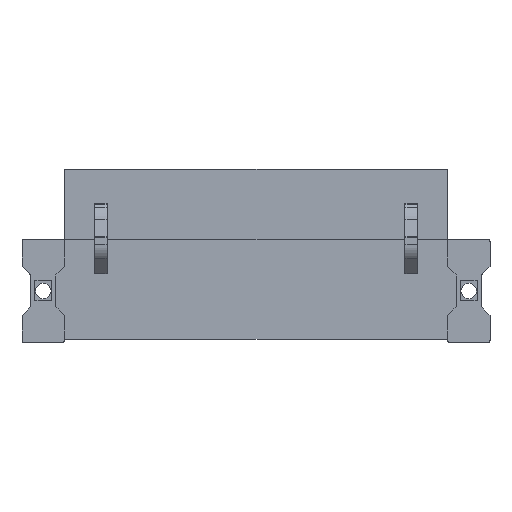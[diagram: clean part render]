
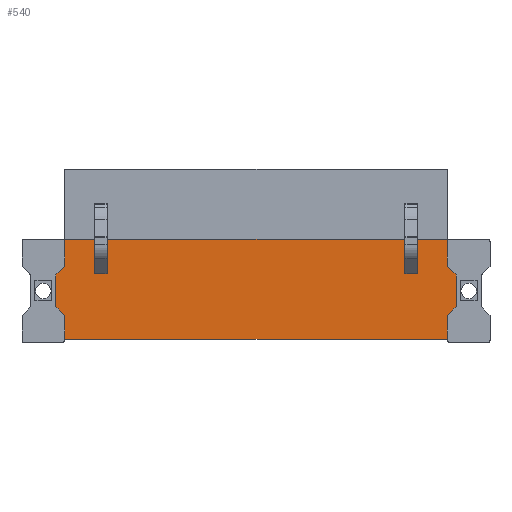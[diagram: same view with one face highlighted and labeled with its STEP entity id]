
A CAD part, top view. The second image highlights one B-rep face of the part: STEP entity #540.
In plain terms, the highlighted planar face has unit normal (0, 0, 1).
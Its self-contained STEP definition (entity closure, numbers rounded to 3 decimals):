
#374=AXIS2_PLACEMENT_3D('Plane Axis2P3D',#371,#372,#373) ;
#49=CARTESIAN_POINT('Vertex',(50.8,0.4,10.95)) ;
#52=CARTESIAN_POINT('Line Origine',(27.94,0.4,10.95)) ;
#56=CARTESIAN_POINT('Vertex',(5.08,0.4,10.95)) ;
#313=CARTESIAN_POINT('Line Origine',(5.08,12.175,10.95)) ;
#317=CARTESIAN_POINT('Vertex',(5.08,12.05,10.95)) ;
#319=CARTESIAN_POINT('Vertex',(5.08,12.3,10.95)) ;
#371=CARTESIAN_POINT('Axis2P3D Location',(5.08,0.4,10.95)) ;
#376=CARTESIAN_POINT('Line Origine',(5.08,10.57,10.95)) ;
#380=CARTESIAN_POINT('Vertex',(5.08,9.09,10.95)) ;
#383=CARTESIAN_POINT('Line Origine',(4.56,8.57,10.95)) ;
#387=CARTESIAN_POINT('Vertex',(4.04,8.05,10.95)) ;
#390=CARTESIAN_POINT('Line Origine',(4.04,6.15,10.95)) ;
#394=CARTESIAN_POINT('Vertex',(4.04,4.25,10.95)) ;
#397=CARTESIAN_POINT('Line Origine',(4.56,3.73,10.95)) ;
#401=CARTESIAN_POINT('Vertex',(5.08,3.21,10.95)) ;
#404=CARTESIAN_POINT('Line Origine',(5.08,1.805,10.95)) ;
#409=CARTESIAN_POINT('Line Origine',(50.8,1.805,10.95)) ;
#413=CARTESIAN_POINT('Vertex',(50.8,3.21,10.95)) ;
#416=CARTESIAN_POINT('Line Origine',(51.32,3.73,10.95)) ;
#420=CARTESIAN_POINT('Vertex',(51.84,4.25,10.95)) ;
#423=CARTESIAN_POINT('Line Origine',(51.84,6.15,10.95)) ;
#427=CARTESIAN_POINT('Vertex',(51.84,8.05,10.95)) ;
#430=CARTESIAN_POINT('Line Origine',(51.32,8.57,10.95)) ;
#434=CARTESIAN_POINT('Vertex',(50.8,9.09,10.95)) ;
#437=CARTESIAN_POINT('Line Origine',(50.8,10.57,10.95)) ;
#441=CARTESIAN_POINT('Vertex',(50.8,12.05,10.95)) ;
#444=CARTESIAN_POINT('Line Origine',(50.8,12.175,10.95)) ;
#448=CARTESIAN_POINT('Vertex',(50.8,12.3,10.95)) ;
#451=CARTESIAN_POINT('Line Origine',(27.94,12.3,10.95)) ;
#472=CARTESIAN_POINT('Line Origine',(46.47,12.269,10.95)) ;
#476=CARTESIAN_POINT('Vertex',(47.22,12.269,10.95)) ;
#478=CARTESIAN_POINT('Vertex',(45.72,12.269,10.95)) ;
#481=CARTESIAN_POINT('Line Origine',(47.22,10.234,10.95)) ;
#485=CARTESIAN_POINT('Vertex',(47.22,8.2,10.95)) ;
#488=CARTESIAN_POINT('Line Origine',(46.47,8.2,10.95)) ;
#492=CARTESIAN_POINT('Vertex',(45.72,8.2,10.95)) ;
#495=CARTESIAN_POINT('Line Origine',(45.72,10.234,10.95)) ;
#506=CARTESIAN_POINT('Line Origine',(10.16,10.234,10.95)) ;
#510=CARTESIAN_POINT('Vertex',(10.16,12.269,10.95)) ;
#512=CARTESIAN_POINT('Vertex',(10.16,8.2,10.95)) ;
#515=CARTESIAN_POINT('Line Origine',(9.41,8.2,10.95)) ;
#519=CARTESIAN_POINT('Vertex',(8.66,8.2,10.95)) ;
#522=CARTESIAN_POINT('Line Origine',(8.66,10.234,10.95)) ;
#526=CARTESIAN_POINT('Vertex',(8.66,12.269,10.95)) ;
#529=CARTESIAN_POINT('Line Origine',(9.41,12.269,10.95)) ;
#53=DIRECTION('Vector Direction',(1.,0.,0.)) ;
#314=DIRECTION('Vector Direction',(0.,1.,0.)) ;
#372=DIRECTION('Axis2P3D Direction',(0.,0.,1.)) ;
#373=DIRECTION('Axis2P3D XDirection',(1.,0.,0.)) ;
#377=DIRECTION('Vector Direction',(0.,1.,0.)) ;
#384=DIRECTION('Vector Direction',(-0.707,-0.707,0.)) ;
#391=DIRECTION('Vector Direction',(0.,-1.,0.)) ;
#398=DIRECTION('Vector Direction',(0.707,-0.707,0.)) ;
#405=DIRECTION('Vector Direction',(0.,1.,0.)) ;
#410=DIRECTION('Vector Direction',(0.,1.,0.)) ;
#417=DIRECTION('Vector Direction',(-0.707,-0.707,0.)) ;
#424=DIRECTION('Vector Direction',(0.,-1.,0.)) ;
#431=DIRECTION('Vector Direction',(0.707,-0.707,0.)) ;
#438=DIRECTION('Vector Direction',(0.,1.,0.)) ;
#445=DIRECTION('Vector Direction',(0.,1.,0.)) ;
#452=DIRECTION('Vector Direction',(1.,0.,0.)) ;
#473=DIRECTION('Vector Direction',(1.,0.,0.)) ;
#482=DIRECTION('Vector Direction',(0.,1.,0.)) ;
#489=DIRECTION('Vector Direction',(1.,0.,0.)) ;
#496=DIRECTION('Vector Direction',(0.,1.,0.)) ;
#507=DIRECTION('Vector Direction',(0.,1.,0.)) ;
#516=DIRECTION('Vector Direction',(1.,0.,0.)) ;
#523=DIRECTION('Vector Direction',(0.,1.,0.)) ;
#530=DIRECTION('Vector Direction',(1.,0.,0.)) ;
#54=VECTOR('Line Direction',#53,1.) ;
#315=VECTOR('Line Direction',#314,1.) ;
#378=VECTOR('Line Direction',#377,1.) ;
#385=VECTOR('Line Direction',#384,1.) ;
#392=VECTOR('Line Direction',#391,1.) ;
#399=VECTOR('Line Direction',#398,1.) ;
#406=VECTOR('Line Direction',#405,1.) ;
#411=VECTOR('Line Direction',#410,1.) ;
#418=VECTOR('Line Direction',#417,1.) ;
#425=VECTOR('Line Direction',#424,1.) ;
#432=VECTOR('Line Direction',#431,1.) ;
#439=VECTOR('Line Direction',#438,1.) ;
#446=VECTOR('Line Direction',#445,1.) ;
#453=VECTOR('Line Direction',#452,1.) ;
#474=VECTOR('Line Direction',#473,1.) ;
#483=VECTOR('Line Direction',#482,1.) ;
#490=VECTOR('Line Direction',#489,1.) ;
#497=VECTOR('Line Direction',#496,1.) ;
#508=VECTOR('Line Direction',#507,1.) ;
#517=VECTOR('Line Direction',#516,1.) ;
#524=VECTOR('Line Direction',#523,1.) ;
#531=VECTOR('Line Direction',#530,1.) ;
#457=ORIENTED_EDGE('',*,*,#321,.F.) ;
#458=ORIENTED_EDGE('',*,*,#382,.F.) ;
#459=ORIENTED_EDGE('',*,*,#389,.T.) ;
#460=ORIENTED_EDGE('',*,*,#396,.T.) ;
#461=ORIENTED_EDGE('',*,*,#403,.T.) ;
#462=ORIENTED_EDGE('',*,*,#408,.F.) ;
#463=ORIENTED_EDGE('',*,*,#58,.F.) ;
#464=ORIENTED_EDGE('',*,*,#415,.T.) ;
#465=ORIENTED_EDGE('',*,*,#422,.F.) ;
#466=ORIENTED_EDGE('',*,*,#429,.F.) ;
#467=ORIENTED_EDGE('',*,*,#436,.F.) ;
#468=ORIENTED_EDGE('',*,*,#443,.T.) ;
#469=ORIENTED_EDGE('',*,*,#450,.T.) ;
#470=ORIENTED_EDGE('',*,*,#455,.F.) ;
#501=ORIENTED_EDGE('',*,*,#480,.F.) ;
#502=ORIENTED_EDGE('',*,*,#487,.T.) ;
#503=ORIENTED_EDGE('',*,*,#494,.T.) ;
#504=ORIENTED_EDGE('',*,*,#499,.F.) ;
#535=ORIENTED_EDGE('',*,*,#514,.T.) ;
#536=ORIENTED_EDGE('',*,*,#521,.F.) ;
#537=ORIENTED_EDGE('',*,*,#528,.F.) ;
#538=ORIENTED_EDGE('',*,*,#533,.T.) ;
#505=FACE_BOUND('',#500,.T.) ;
#539=FACE_BOUND('',#534,.T.) ;
#540=ADVANCED_FACE('BLL5.08/09/90FI 3.2SN OR 1843820000',(#471,#505,#539),#375,.T.) ;
#58=EDGE_CURVE('',#50,#57,#55,.F.) ;
#321=EDGE_CURVE('',#318,#320,#316,.T.) ;
#382=EDGE_CURVE('',#381,#318,#379,.T.) ;
#389=EDGE_CURVE('',#381,#388,#386,.T.) ;
#396=EDGE_CURVE('',#388,#395,#393,.T.) ;
#403=EDGE_CURVE('',#395,#402,#400,.T.) ;
#408=EDGE_CURVE('',#57,#402,#407,.T.) ;
#415=EDGE_CURVE('',#50,#414,#412,.T.) ;
#422=EDGE_CURVE('',#421,#414,#419,.T.) ;
#429=EDGE_CURVE('',#428,#421,#426,.T.) ;
#436=EDGE_CURVE('',#435,#428,#433,.T.) ;
#443=EDGE_CURVE('',#435,#442,#440,.T.) ;
#450=EDGE_CURVE('',#442,#449,#447,.T.) ;
#455=EDGE_CURVE('',#320,#449,#454,.T.) ;
#480=EDGE_CURVE('',#477,#479,#475,.F.) ;
#487=EDGE_CURVE('',#477,#486,#484,.F.) ;
#494=EDGE_CURVE('',#486,#493,#491,.F.) ;
#499=EDGE_CURVE('',#479,#493,#498,.F.) ;
#514=EDGE_CURVE('',#511,#513,#509,.F.) ;
#521=EDGE_CURVE('',#520,#513,#518,.T.) ;
#528=EDGE_CURVE('',#527,#520,#525,.F.) ;
#533=EDGE_CURVE('',#527,#511,#532,.T.) ;
#456=EDGE_LOOP('',(#457,#458,#459,#460,#461,#462,#463,#464,#465,#466,#467,#468,#469,#470)) ;
#500=EDGE_LOOP('',(#501,#502,#503,#504)) ;
#534=EDGE_LOOP('',(#535,#536,#537,#538)) ;
#471=FACE_OUTER_BOUND('',#456,.T.) ;
#55=LINE('Line',#52,#54) ;
#316=LINE('Line',#313,#315) ;
#379=LINE('Line',#376,#378) ;
#386=LINE('Line',#383,#385) ;
#393=LINE('Line',#390,#392) ;
#400=LINE('Line',#397,#399) ;
#407=LINE('Line',#404,#406) ;
#412=LINE('Line',#409,#411) ;
#419=LINE('Line',#416,#418) ;
#426=LINE('Line',#423,#425) ;
#433=LINE('Line',#430,#432) ;
#440=LINE('Line',#437,#439) ;
#447=LINE('Line',#444,#446) ;
#454=LINE('Line',#451,#453) ;
#475=LINE('Line',#472,#474) ;
#484=LINE('Line',#481,#483) ;
#491=LINE('Line',#488,#490) ;
#498=LINE('Line',#495,#497) ;
#509=LINE('Line',#506,#508) ;
#518=LINE('Line',#515,#517) ;
#525=LINE('Line',#522,#524) ;
#532=LINE('Line',#529,#531) ;
#375=PLANE('',#374) ;
#50=VERTEX_POINT('',#49) ;
#57=VERTEX_POINT('',#56) ;
#318=VERTEX_POINT('',#317) ;
#320=VERTEX_POINT('',#319) ;
#381=VERTEX_POINT('',#380) ;
#388=VERTEX_POINT('',#387) ;
#395=VERTEX_POINT('',#394) ;
#402=VERTEX_POINT('',#401) ;
#414=VERTEX_POINT('',#413) ;
#421=VERTEX_POINT('',#420) ;
#428=VERTEX_POINT('',#427) ;
#435=VERTEX_POINT('',#434) ;
#442=VERTEX_POINT('',#441) ;
#449=VERTEX_POINT('',#448) ;
#477=VERTEX_POINT('',#476) ;
#479=VERTEX_POINT('',#478) ;
#486=VERTEX_POINT('',#485) ;
#493=VERTEX_POINT('',#492) ;
#511=VERTEX_POINT('',#510) ;
#513=VERTEX_POINT('',#512) ;
#520=VERTEX_POINT('',#519) ;
#527=VERTEX_POINT('',#526) ;
